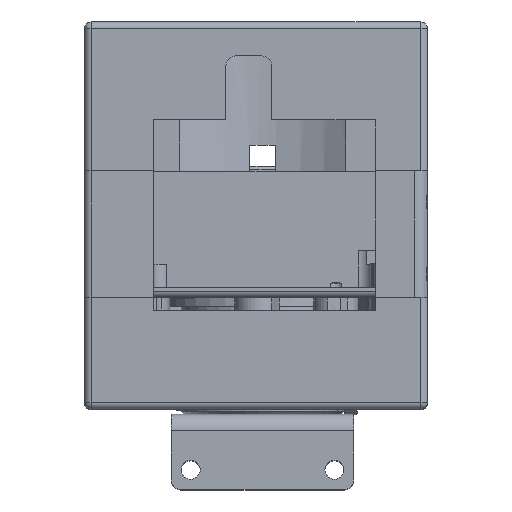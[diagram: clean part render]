
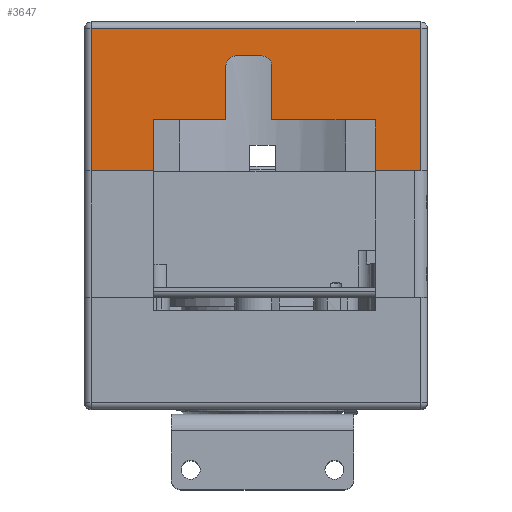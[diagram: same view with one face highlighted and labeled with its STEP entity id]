
A CAD part, top view. The second image highlights one B-rep face of the part: STEP entity #3647.
In plain terms, the highlighted face is planar.
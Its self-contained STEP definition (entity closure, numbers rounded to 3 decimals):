
#252 = ORIENTED_EDGE ( 'NONE', *, *, #21401, .F. ) ;
#562 = LINE ( 'NONE', #17794, #13898 ) ;
#1314 = CARTESIAN_POINT ( 'NONE',  ( 15.75, -17.6, -12.985 ) ) ;
#1513 = EDGE_CURVE ( 'NONE', #17107, #1833, #9688, .T. ) ;
#1527 = CARTESIAN_POINT ( 'NONE',  ( 15.75, -10.6, -7.2 ) ) ;
#1766 = CARTESIAN_POINT ( 'NONE',  ( 15.75, -28.75, -20.785 ) ) ;
#1833 = VERTEX_POINT ( 'NONE', #20910 ) ;
#1889 = VERTEX_POINT ( 'NONE', #12763 ) ;
#2275 = VERTEX_POINT ( 'NONE', #8322 ) ;
#3162 = DIRECTION ( 'NONE',  ( 0., -1., 0. ) ) ;
#3647 = ADVANCED_FACE ( 'NONE', ( #25865 ), #23757, .F. ) ;
#3793 = LINE ( 'NONE', #1527, #20115 ) ;
#4061 = CARTESIAN_POINT ( 'NONE',  ( 15.75, -16.1, -4.7 ) ) ;
#4191 = VECTOR ( 'NONE', #18256, 1000. ) ;
#4316 = LINE ( 'NONE', #19398, #22650 ) ;
#4475 = EDGE_CURVE ( 'NONE', #23077, #17107, #16896, .T. ) ;
#4872 = VECTOR ( 'NONE', #25189, 1000. ) ;
#4901 = VERTEX_POINT ( 'NONE', #9537 ) ;
#5089 = EDGE_CURVE ( 'NONE', #18401, #2275, #15804, .T. ) ;
#5292 = EDGE_CURVE ( 'NONE', #1889, #11552, #21775, .T. ) ;
#6028 = VECTOR ( 'NONE', #15183, 1000. ) ;
#6759 = LINE ( 'NONE', #1766, #7441 ) ;
#7006 = DIRECTION ( 'NONE',  ( 0., 0., -1. ) ) ;
#7154 = VERTEX_POINT ( 'NONE', #12702 ) ;
#7193 = CARTESIAN_POINT ( 'NONE',  ( 15.75, -28.75, -11.985 ) ) ;
#7407 = EDGE_CURVE ( 'NONE', #7154, #23077, #562, .T. ) ;
#7441 = VECTOR ( 'NONE', #12620, 1000. ) ;
#7639 = CARTESIAN_POINT ( 'NONE',  ( 15.75, 5.25, -20.785 ) ) ;
#7992 = CARTESIAN_POINT ( 'NONE',  ( 15.75, -12.1, -4.7 ) ) ;
#8322 = CARTESIAN_POINT ( 'NONE',  ( 15.75, -28.75, -20.785 ) ) ;
#8489 = EDGE_CURVE ( 'NONE', #2275, #16131, #6759, .T. ) ;
#8875 = LINE ( 'NONE', #1314, #4191 ) ;
#8876 = ORIENTED_EDGE ( 'NONE', *, *, #14647, .F. ) ;
#9109 = DIRECTION ( 'NONE',  ( 0., -1., 0. ) ) ;
#9520 = LINE ( 'NONE', #9931, #25816 ) ;
#9537 = CARTESIAN_POINT ( 'NONE',  ( 15.75, -10.6, -4.7 ) ) ;
#9688 = LINE ( 'NONE', #17738, #14035 ) ;
#9831 = VECTOR ( 'NONE', #7006, 1000. ) ;
#9931 = CARTESIAN_POINT ( 'NONE',  ( 15.75, -38.25, 1. ) ) ;
#10162 = EDGE_CURVE ( 'NONE', #17782, #11572, #22506, .T. ) ;
#10387 = VERTEX_POINT ( 'NONE', #24023 ) ;
#10921 = ORIENTED_EDGE ( 'NONE', *, *, #25298, .F. ) ;
#11366 = EDGE_CURVE ( 'NONE', #13263, #7154, #4316, .T. ) ;
#11552 = VERTEX_POINT ( 'NONE', #24494 ) ;
#11572 = VERTEX_POINT ( 'NONE', #15846 ) ;
#12369 = DIRECTION ( 'NONE',  ( 0., 0., 1. ) ) ;
#12435 = AXIS2_PLACEMENT_3D ( 'NONE', #18413, #20645, #26933 ) ;
#12620 = DIRECTION ( 'NONE',  ( 0., -1., 0. ) ) ;
#12624 = CARTESIAN_POINT ( 'NONE',  ( 15.75, -28.75, -12.985 ) ) ;
#12677 = ORIENTED_EDGE ( 'NONE', *, *, #5089, .F. ) ;
#12702 = CARTESIAN_POINT ( 'NONE',  ( 15.75, 12.25, -20.785 ) ) ;
#12763 = CARTESIAN_POINT ( 'NONE',  ( 15.75, -12.1, -3.2 ) ) ;
#12925 = CIRCLE ( 'NONE', #23915, 1.5 ) ;
#13263 = VERTEX_POINT ( 'NONE', #16827 ) ;
#13898 = VECTOR ( 'NONE', #3162, 1000. ) ;
#14035 = VECTOR ( 'NONE', #9109, 1000. ) ;
#14155 = ORIENTED_EDGE ( 'NONE', *, *, #4475, .F. ) ;
#14647 = EDGE_CURVE ( 'NONE', #1833, #4901, #3793, .T. ) ;
#14912 = EDGE_CURVE ( 'NONE', #10387, #16131, #18693, .T. ) ;
#15183 = DIRECTION ( 'NONE',  ( 0., 0., -1. ) ) ;
#15291 = DIRECTION ( 'NONE',  ( 0., 0., -1. ) ) ;
#15336 = DIRECTION ( 'NONE',  ( 0., -1., 0. ) ) ;
#15804 = LINE ( 'NONE', #7193, #9831 ) ;
#15846 = CARTESIAN_POINT ( 'NONE',  ( 15.75, -17.6, -12.985 ) ) ;
#15901 = CARTESIAN_POINT ( 'NONE',  ( 15.75, 5.25, -12.985 ) ) ;
#16131 = VERTEX_POINT ( 'NONE', #16376 ) ;
#16164 = DIRECTION ( 'NONE',  ( 0., 0., -1. ) ) ;
#16376 = CARTESIAN_POINT ( 'NONE',  ( 15.75, -38.25, -20.785 ) ) ;
#16827 = CARTESIAN_POINT ( 'NONE',  ( 15.75, 12.25, 1. ) ) ;
#16896 = LINE ( 'NONE', #27217, #4872 ) ;
#17107 = VERTEX_POINT ( 'NONE', #15901 ) ;
#17241 = AXIS2_PLACEMENT_3D ( 'NONE', #7992, #22749, #18277 ) ;
#17318 = CIRCLE ( 'NONE', #17241, 1.5 ) ;
#17355 = ORIENTED_EDGE ( 'NONE', *, *, #21235, .T. ) ;
#17510 = EDGE_CURVE ( 'NONE', #11572, #18401, #8875, .T. ) ;
#17738 = CARTESIAN_POINT ( 'NONE',  ( 15.75, 5.25, -12.985 ) ) ;
#17782 = VERTEX_POINT ( 'NONE', #23812 ) ;
#17794 = CARTESIAN_POINT ( 'NONE',  ( 15.75, 12.25, -20.785 ) ) ;
#18201 = ORIENTED_EDGE ( 'NONE', *, *, #5292, .F. ) ;
#18256 = DIRECTION ( 'NONE',  ( 0., -1., 0. ) ) ;
#18277 = DIRECTION ( 'NONE',  ( 0., 0., 1. ) ) ;
#18401 = VERTEX_POINT ( 'NONE', #12624 ) ;
#18413 = CARTESIAN_POINT ( 'NONE',  ( 15.75, -38.25, 2. ) ) ;
#18653 = EDGE_LOOP ( 'NONE', ( #8876, #24979, #14155, #19824, #26215, #17355, #22707, #20759, #12677, #19031, #25270, #252, #18201, #10921 ) ) ;
#18693 = LINE ( 'NONE', #23832, #6028 ) ;
#18964 = DIRECTION ( 'NONE',  ( 0., 0., 1. ) ) ;
#19031 = ORIENTED_EDGE ( 'NONE', *, *, #17510, .F. ) ;
#19398 = CARTESIAN_POINT ( 'NONE',  ( 15.75, 12.25, 2. ) ) ;
#19441 = CARTESIAN_POINT ( 'NONE',  ( 15.75, -12.1, -3.2 ) ) ;
#19824 = ORIENTED_EDGE ( 'NONE', *, *, #7407, .F. ) ;
#20115 = VECTOR ( 'NONE', #12369, 1000. ) ;
#20626 = CARTESIAN_POINT ( 'NONE',  ( 15.75, -17.6, -7.2 ) ) ;
#20645 = DIRECTION ( 'NONE',  ( -1., 0., 0. ) ) ;
#20759 = ORIENTED_EDGE ( 'NONE', *, *, #8489, .F. ) ;
#20821 = DIRECTION ( 'NONE',  ( 0., -1., 0. ) ) ;
#20910 = CARTESIAN_POINT ( 'NONE',  ( 15.75, -10.6, -12.985 ) ) ;
#21235 = EDGE_CURVE ( 'NONE', #13263, #10387, #9520, .T. ) ;
#21401 = EDGE_CURVE ( 'NONE', #11552, #17782, #12925, .T. ) ;
#21485 = VECTOR ( 'NONE', #16164, 1000. ) ;
#21775 = LINE ( 'NONE', #19441, #24116 ) ;
#22506 = LINE ( 'NONE', #20626, #21485 ) ;
#22650 = VECTOR ( 'NONE', #15291, 1000. ) ;
#22707 = ORIENTED_EDGE ( 'NONE', *, *, #14912, .T. ) ;
#22749 = DIRECTION ( 'NONE',  ( 1., 0., 0. ) ) ;
#23077 = VERTEX_POINT ( 'NONE', #7639 ) ;
#23345 = DIRECTION ( 'NONE',  ( 1., 0., 0. ) ) ;
#23757 = PLANE ( 'NONE',  #12435 ) ;
#23812 = CARTESIAN_POINT ( 'NONE',  ( 15.75, -17.6, -4.7 ) ) ;
#23832 = CARTESIAN_POINT ( 'NONE',  ( 15.75, -38.25, 2. ) ) ;
#23915 = AXIS2_PLACEMENT_3D ( 'NONE', #4061, #23345, #18964 ) ;
#24023 = CARTESIAN_POINT ( 'NONE',  ( 15.75, -38.25, 1. ) ) ;
#24116 = VECTOR ( 'NONE', #15336, 1000. ) ;
#24494 = CARTESIAN_POINT ( 'NONE',  ( 15.75, -16.1, -3.2 ) ) ;
#24979 = ORIENTED_EDGE ( 'NONE', *, *, #1513, .F. ) ;
#25189 = DIRECTION ( 'NONE',  ( 0., 0., 1. ) ) ;
#25270 = ORIENTED_EDGE ( 'NONE', *, *, #10162, .F. ) ;
#25298 = EDGE_CURVE ( 'NONE', #4901, #1889, #17318, .T. ) ;
#25816 = VECTOR ( 'NONE', #20821, 1000. ) ;
#25865 = FACE_OUTER_BOUND ( 'NONE', #18653, .T. ) ;
#26215 = ORIENTED_EDGE ( 'NONE', *, *, #11366, .F. ) ;
#26933 = DIRECTION ( 'NONE',  ( 0., 0., 1. ) ) ;
#27217 = CARTESIAN_POINT ( 'NONE',  ( 15.75, 5.25, -11.985 ) ) ;
